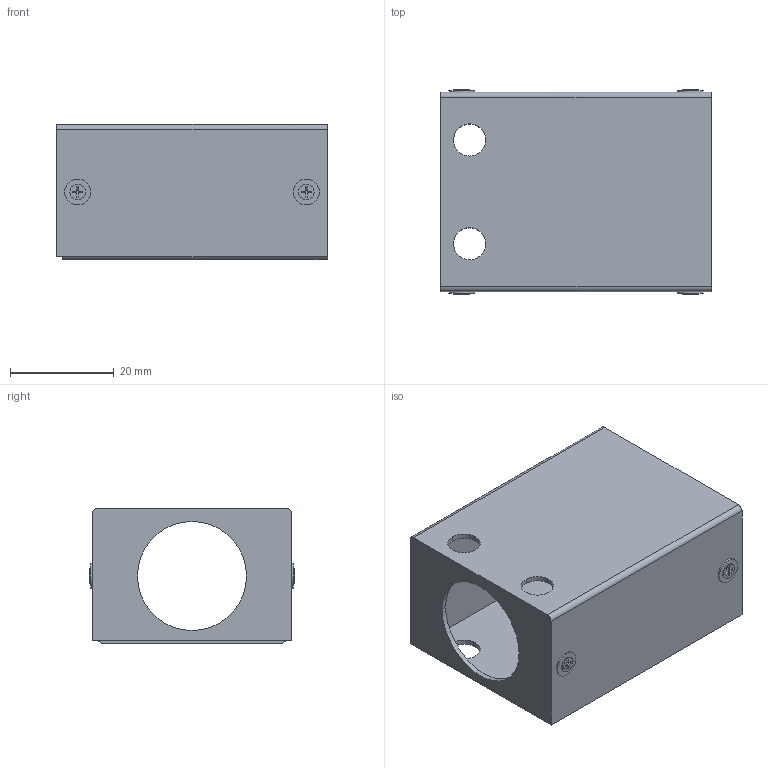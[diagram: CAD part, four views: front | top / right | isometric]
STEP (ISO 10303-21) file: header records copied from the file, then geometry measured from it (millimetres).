
FILE_DESCRIPTION(/* description */ ('VariCAD 2015-1.09 AP-214'),/* implementation_level */ '2;1');
FILE_NAME(/* name */ 'TMSX-A.stp',/* time_stamp */ '2015-05-22T17:34:12+09:00',/* author */ (''),/* organization */ (''),/* preprocessor_version */ 'ST-DEVELOPER v14',/* originating_system */ 'VariCAD 2015-1.09; kernel version (20130303)',/* authorisation */ '');
FILE_SCHEMA (('AUTOMOTIVE_DESIGN'));
Length unit declared in the file: millimetre
Products named in the file (2): TMSX-A
Assembly tree (1 placements, depth 2):
  TMSX-A
    TMSX-A
Bounding box: 52 x 39.4 x 26 mm (x, y, z)
Volume: 9034.8 mm3; surface area: 18654.5 mm2
Topology: 1 solids, 1 shells, 166 faces, 427 edges, 287 vertices
Faces by surface type: plane 104, cylinder 62
Entity records: 5217 total; most frequent: DIRECTION 947, CARTESIAN_POINT 884, ORIENTED_EDGE 854, EDGE_CURVE 427, AXIS2_PLACEMENT_3D 350, VERTEX_POINT 287, LINE 247, VECTOR 247
